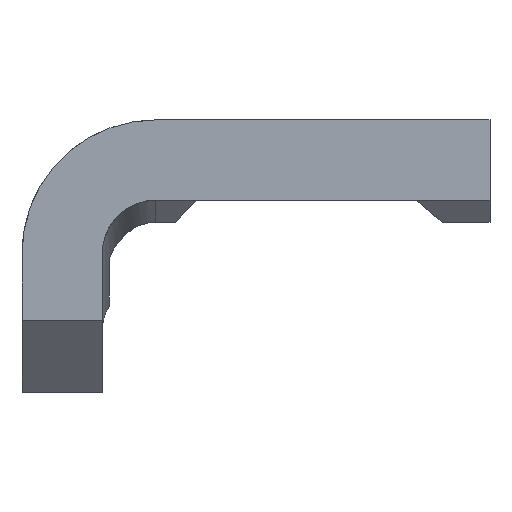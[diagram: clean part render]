
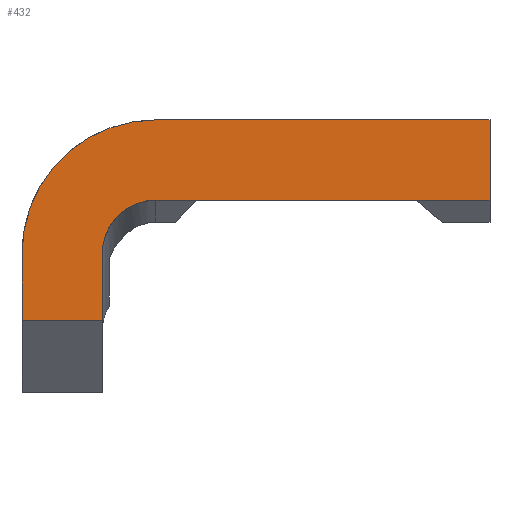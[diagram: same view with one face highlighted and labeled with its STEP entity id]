
A CAD part, top view. The second image highlights one B-rep face of the part: STEP entity #432.
In plain terms, the highlighted planar face has unit normal (0, 0, 1).
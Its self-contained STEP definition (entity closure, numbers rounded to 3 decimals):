
#20=CIRCLE('',#457,20.);
#22=CIRCLE('',#468,8.);
#43=FACE_OUTER_BOUND('',#67,.T.);
#67=EDGE_LOOP('',(#354,#355,#356,#357,#358,#359,#360,#361));
#80=LINE('',#614,#132);
#87=LINE('',#633,#139);
#97=LINE('',#657,#149);
#106=LINE('',#680,#158);
#119=LINE('',#707,#171);
#120=LINE('',#709,#172);
#132=VECTOR('',#494,10.);
#139=VECTOR('',#511,10.);
#149=VECTOR('',#531,10.);
#158=VECTOR('',#550,10.);
#171=VECTOR('',#577,10.);
#172=VECTOR('',#580,10.);
#184=VERTEX_POINT('',#611);
#185=VERTEX_POINT('',#613);
#186=VERTEX_POINT('',#617);
#192=VERTEX_POINT('',#632);
#200=VERTEX_POINT('',#654);
#201=VERTEX_POINT('',#656);
#205=VERTEX_POINT('',#666);
#210=VERTEX_POINT('',#679);
#222=EDGE_CURVE('',#185,#184,#80,.T.);
#224=EDGE_CURVE('',#186,#185,#20,.T.);
#231=EDGE_CURVE('',#186,#192,#87,.T.);
#243=EDGE_CURVE('',#200,#201,#97,.T.);
#249=EDGE_CURVE('',#205,#200,#22,.T.);
#254=EDGE_CURVE('',#205,#210,#106,.T.);
#269=EDGE_CURVE('',#201,#184,#119,.T.);
#270=EDGE_CURVE('',#210,#192,#120,.T.);
#354=ORIENTED_EDGE('',*,*,#243,.F.);
#355=ORIENTED_EDGE('',*,*,#249,.F.);
#356=ORIENTED_EDGE('',*,*,#254,.T.);
#357=ORIENTED_EDGE('',*,*,#270,.T.);
#358=ORIENTED_EDGE('',*,*,#231,.F.);
#359=ORIENTED_EDGE('',*,*,#224,.T.);
#360=ORIENTED_EDGE('',*,*,#222,.T.);
#361=ORIENTED_EDGE('',*,*,#269,.F.);
#409=PLANE('',#478);
#432=ADVANCED_FACE('',(#43),#409,.F.);
#457=AXIS2_PLACEMENT_3D('',#618,#498,#499);
#468=AXIS2_PLACEMENT_3D('',#668,#540,#541);
#478=AXIS2_PLACEMENT_3D('',#708,#578,#579);
#494=DIRECTION('',(0.,-1.,0.));
#498=DIRECTION('center_axis',(0.,0.,1.));
#499=DIRECTION('ref_axis',(0.,1.,0.));
#511=DIRECTION('',(1.,0.,0.));
#531=DIRECTION('',(0.,-1.,0.));
#540=DIRECTION('center_axis',(0.,0.,1.));
#541=DIRECTION('ref_axis',(0.,1.,0.));
#550=DIRECTION('',(1.,0.,0.));
#577=DIRECTION('',(-1.,0.,0.));
#578=DIRECTION('center_axis',(0.,0.,-1.));
#579=DIRECTION('ref_axis',(-1.,0.,0.));
#580=DIRECTION('',(0.,1.,0.));
#611=CARTESIAN_POINT('',(-70.,-30.,0.));
#613=CARTESIAN_POINT('',(-70.,-20.,0.));
#614=CARTESIAN_POINT('',(-70.,-20.,0.));
#617=CARTESIAN_POINT('',(-50.,0.,0.));
#618=CARTESIAN_POINT('Origin',(-50.,-20.,0.));
#632=CARTESIAN_POINT('',(0.,0.,0.));
#633=CARTESIAN_POINT('',(-50.,0.,0.));
#654=CARTESIAN_POINT('',(-58.,-20.,0.));
#656=CARTESIAN_POINT('',(-58.,-30.,0.));
#657=CARTESIAN_POINT('',(-58.,-20.,0.));
#666=CARTESIAN_POINT('',(-50.,-12.,0.));
#668=CARTESIAN_POINT('Origin',(-50.,-20.,0.));
#679=CARTESIAN_POINT('',(0.,-12.,0.));
#680=CARTESIAN_POINT('',(-50.,-12.,0.));
#707=CARTESIAN_POINT('',(-70.,-30.,0.));
#708=CARTESIAN_POINT('Origin',(-70.,-25.,0.));
#709=CARTESIAN_POINT('',(0.,0.,0.));
